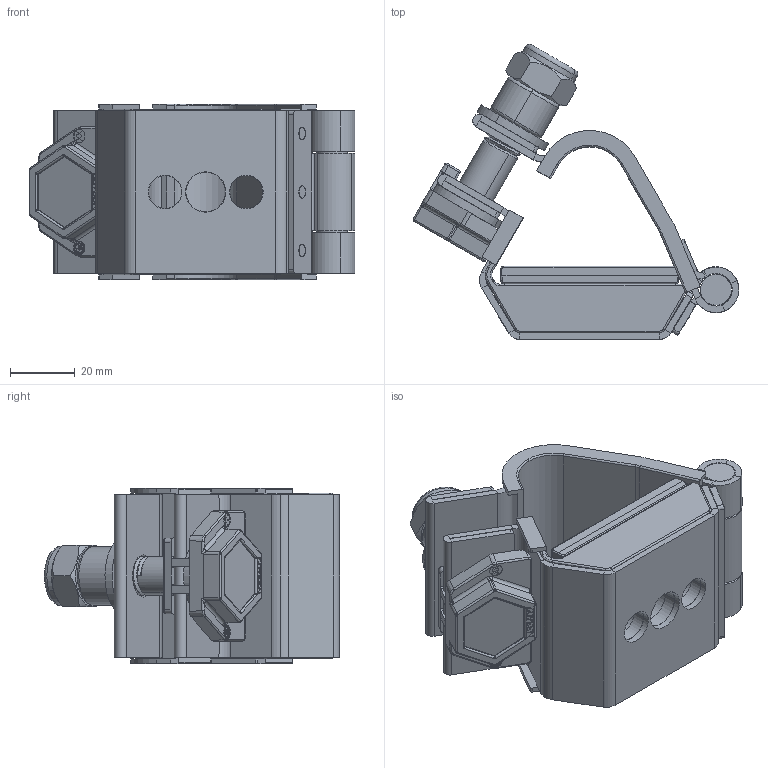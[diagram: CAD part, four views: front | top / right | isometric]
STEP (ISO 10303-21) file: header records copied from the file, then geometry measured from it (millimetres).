
FILE_DESCRIPTION (( 'STEP AP214' ), '1' );
FILE_NAME ('HDSS019023.STEP', '2021-12-09T08:42:14', ( '' ), ( '' ), 'SwSTEP 2.0', 'SolidWorks 2017', '' );
FILE_SCHEMA (( 'AUTOMOTIVE_DESIGN' ));
Length unit declared in the file: millimetre
Products named in the file (1): HDSS019023
Bounding box: 100.27 x 90.81 x 54 mm (x, y, z)
Volume: 99444.8 mm3; surface area: 80583.6 mm2
Topology: 12 solids, 12 shells, 1892 faces, 4798 edges, 2955 vertices
Faces by surface type: plane 739, cylinder 548, bspline 465, torus 65, cone 41, sphere 34
Entity records: 98089 total; most frequent: CARTESIAN_POINT 35367, ORIENTED_EDGE 9472, DIRECTION 7532, EDGE_CURVE 4736, VERTEX_POINT 2955, VECTOR 2550, LINE 2550, AXIS2_PLACEMENT_3D 2491
